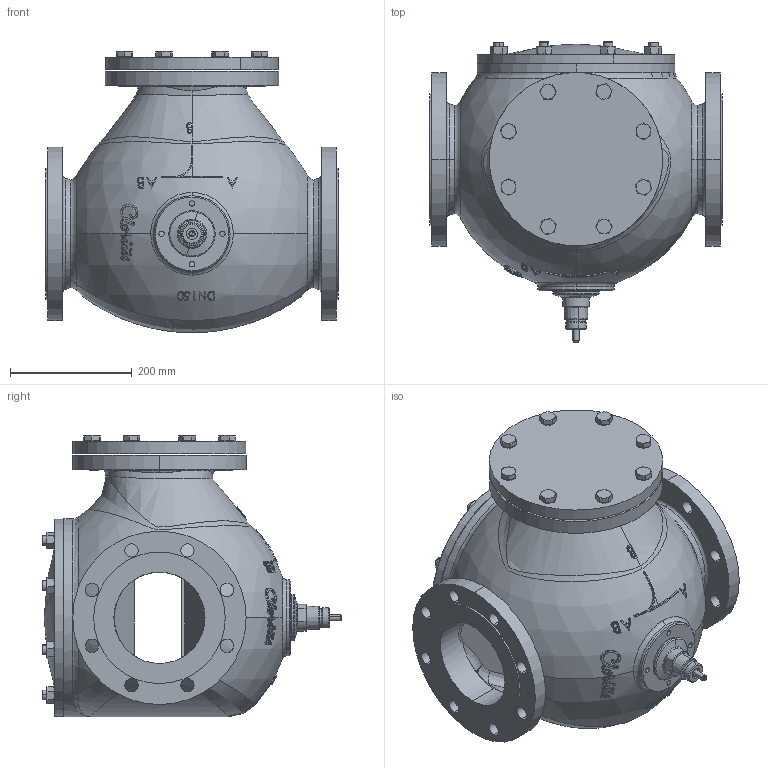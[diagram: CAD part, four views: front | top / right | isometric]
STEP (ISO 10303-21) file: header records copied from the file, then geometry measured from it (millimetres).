
FILE_DESCRIPTION (( 'STEP AP214' ), '1' );
FILE_NAME ('L2F DN150.STEP', '2015-11-20T14:25:40', ( 'Broen A/S' ), ( 'Broen A/S' ), 'SwSTEP 2.0', 'SolidWorks 2014', '' );
FILE_SCHEMA (( 'AUTOMOTIVE_DESIGN' ));
Length unit declared in the file: millimetre
Products named in the file (1): L2F DN150
Bounding box: 480 x 493 x 462.5 mm (x, y, z)
Surface area: 1369887.7 mm2 (no closed solid volume)
Topology: 0 solids, 56 shells, 834 faces, 2737 edges, 1932 vertices
Faces by surface type: plane 333, cone 174, cylinder 169, bspline 92, torus 37, sphere 29
Entity records: 54968 total; most frequent: CARTESIAN_POINT 22742, DIRECTION 4918, ORIENTED_EDGE 4320, EDGE_CURVE 2726, AXIS2_PLACEMENT_3D 2088, VERTEX_POINT 1929, CIRCLE 1346, EDGE_LOOP 965
